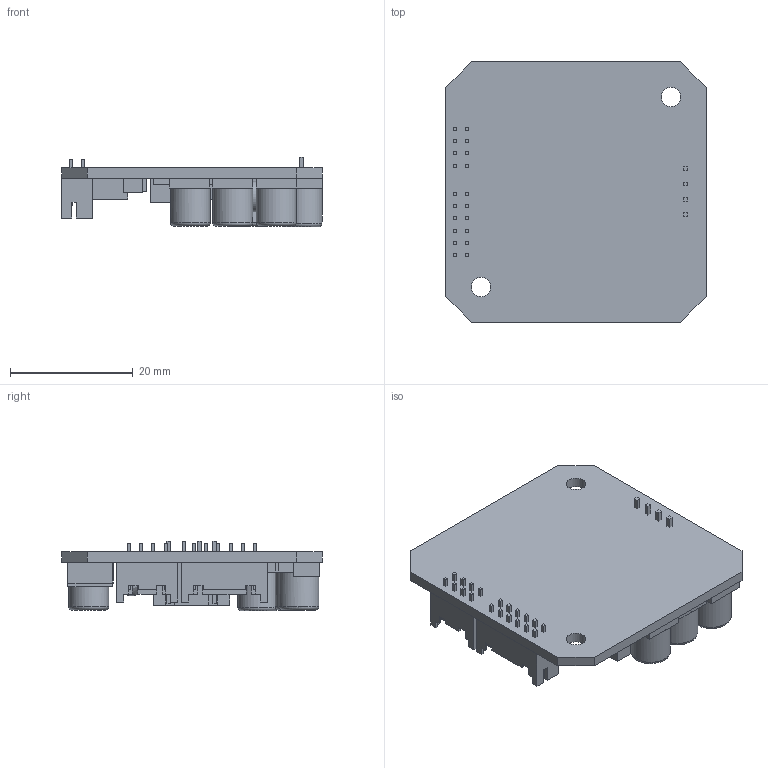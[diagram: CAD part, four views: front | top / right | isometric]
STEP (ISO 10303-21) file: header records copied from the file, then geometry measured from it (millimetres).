
FILE_DESCRIPTION(/* description */ (''),/* implementation_level */ '2;1');
FILE_NAME(/* name */ 'SMCI12.stp',/* time_stamp */ '2015-12-03T09:15:33+01:00',/* author */ ('schneid_a'),/* organization */ (''),/* preprocessor_version */ 'ST-DEVELOPER v16.1',/* originating_system */ 'Autodesk Inventor 2016',/* authorisation */ '');
FILE_SCHEMA (('AUTOMOTIVE_DESIGN { 1 0 10303 214 3 1 1 }'));
Length unit declared in the file: centimetre
Products named in the file (1): SMCI12
Bounding box: 42.5 x 42.5 x 11.3 mm (x, y, z)
Volume: 5897 mm3; surface area: 6996.6 mm2
Topology: 5 solids, 5 shells, 492 faces, 1237 edges, 822 vertices
Faces by surface type: plane 477, cylinder 8, torus 5, bspline 2
Full cylindrical faces by diameter (mm): 3.2 x2, 5 x1, 6.5 x5
Entity records: 14984 total; most frequent: CARTESIAN_POINT 2589, ORIENTED_EDGE 2442, DIRECTION 2232, EDGE_CURVE 1221, LINE 1188, VECTOR 1188, VERTEX_POINT 819, EDGE_LOOP 584
